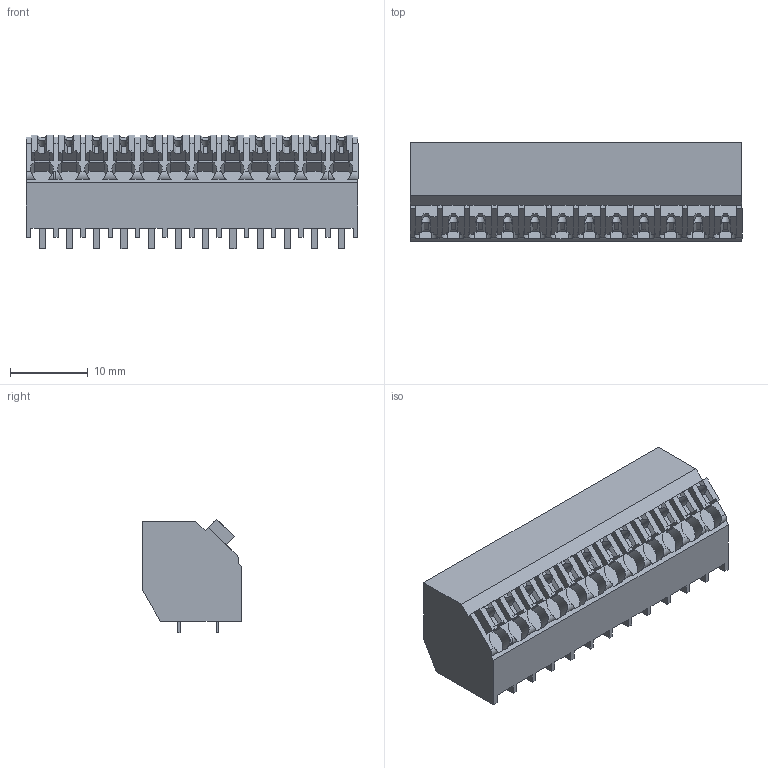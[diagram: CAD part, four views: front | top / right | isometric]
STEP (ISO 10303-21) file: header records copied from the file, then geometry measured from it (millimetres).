
FILE_DESCRIPTION(('CATIA V5 STEP Exchange','CAx-IF Rec.Pracs.--- Model Styling and Organization---1.2---2011-12-15'),'2;1');
FILE_NAME ('D1458601_0', '2018-03-26T16:44:41+00:00', ('none'), ('Weidmueller'), 'CATIA Version 5-6 Release 2014', 'CATIA V5 STEP AP214', 'none');
FILE_SCHEMA(('AUTOMOTIVE_DESIGN { 1 0 10303 214 1 1 1 1 }'));
Length unit declared in the file: millimetre
Products named in the file (1): 1887700000
Bounding box: 42.7 x 12.7 x 14.66 mm (x, y, z)
Volume: 4779.2 mm3; surface area: 4692.6 mm2
Topology: 37 solids, 37 shells, 735 faces, 2149 edges, 1488 vertices
Faces by surface type: plane 671, cylinder 64
Entity records: 22453 total; most frequent: CARTESIAN_POINT 4447, ORIENTED_EDGE 4298, DIRECTION 2759, EDGE_CURVE 2149, VECTOR 1860, LINE 1860, VERTEX_POINT 1488, EDGE_LOOP 759
